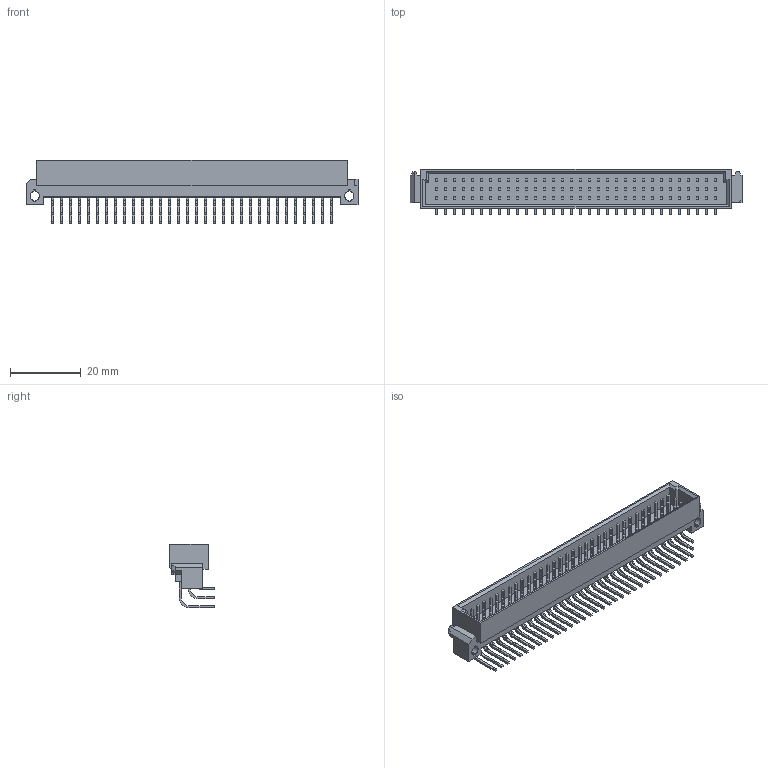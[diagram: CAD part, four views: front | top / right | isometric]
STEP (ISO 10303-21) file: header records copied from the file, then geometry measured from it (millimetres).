
FILE_DESCRIPTION((''),'2;1');
FILE_NAME('C-650947-5','2012-06-14T',('workeradm'),('Tyco Electronics Ltd.'),'PRO/ENGINEER BY PARAMETRIC TECHNOLOGY CORPORATION, 2010430','PRO/ENGINEER BY PARAMETRIC TECHNOLOGY CORPORATION, 2010430','');
FILE_SCHEMA(('AUTOMOTIVE_DESIGN { 1 0 10303 214 1 1 1 1 }'));
Length unit declared in the file: millimetre
Products named in the file (1): C-650947-5
Bounding box: 93.85 x 12.75 x 18.02 mm (x, y, z)
Volume: 5436.9 mm3; surface area: 9158.3 mm2
Topology: 1 solids, 1 shells, 1859 faces, 4922 edges, 3278 vertices
Faces by surface type: plane 1660, cylinder 197, extrusion 2
Entity records: 57031 total; most frequent: CARTESIAN_POINT 10129, ORIENTED_EDGE 9844, DIRECTION 9028, EDGE_CURVE 4922, VECTOR 4526, LINE 4524, VERTEX_POINT 3278, AXIS2_PLACEMENT_3D 2251
